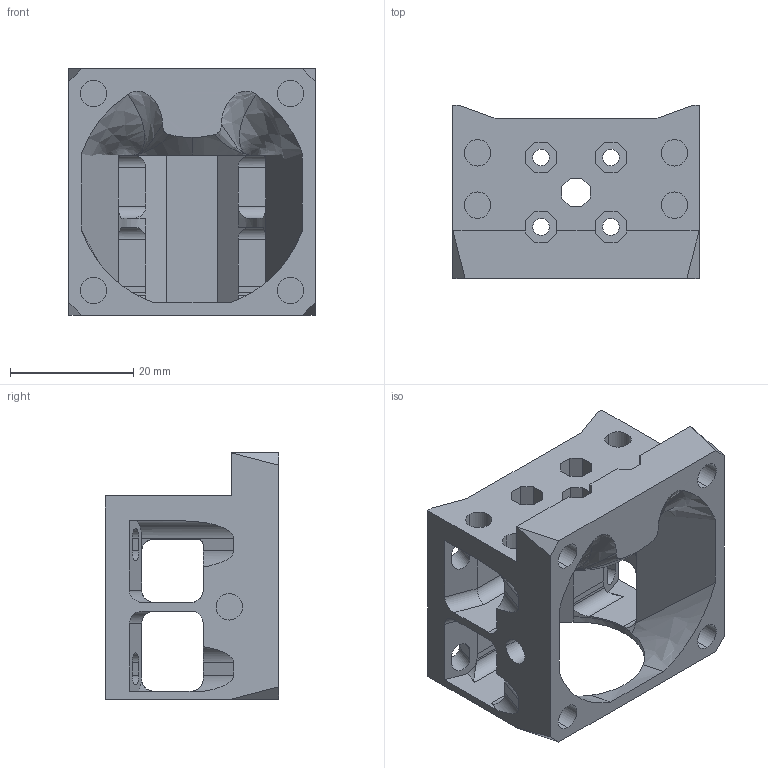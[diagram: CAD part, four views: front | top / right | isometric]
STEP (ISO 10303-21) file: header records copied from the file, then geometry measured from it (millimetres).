
FILE_DESCRIPTION (( 'STEP AP203' ), '1' );
FILE_NAME ('Extrude _6__id5685_x_b.STEP', '2026-02-28T19:40:30', ( '' ), ( '' ), 'SwSTEP 2.0', 'SolidWorks 2025', '' );
FILE_SCHEMA (( 'CONFIG_CONTROL_DESIGN' ));
Length unit declared in the file: millimetre
Products named in the file (1): Extrude _6__id5685_x_b
Bounding box: 40 x 28.13 x 40 mm (x, y, z)
Volume: 15006.8 mm3; surface area: 10268.7 mm2
Topology: 1 solids, 1 shells, 318 faces, 904 edges, 605 vertices
Faces by surface type: plane 215, cylinder 67, bspline 34, cone 2
Entity records: 12832 total; most frequent: CARTESIAN_POINT 4901, ORIENTED_EDGE 1808, DIRECTION 1338, EDGE_CURVE 904, VECTOR 614, LINE 614, VERTEX_POINT 605, EDGE_LOOP 363
